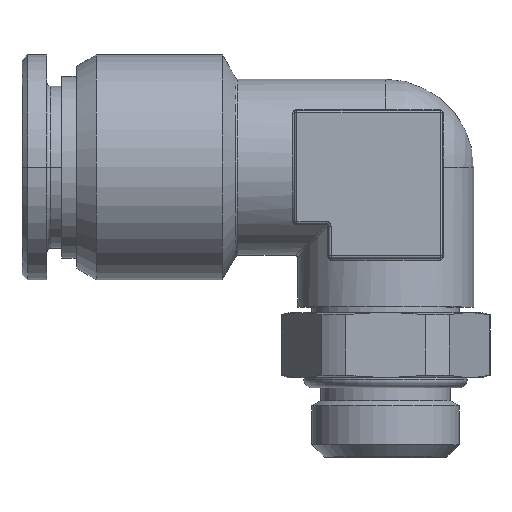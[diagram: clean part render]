
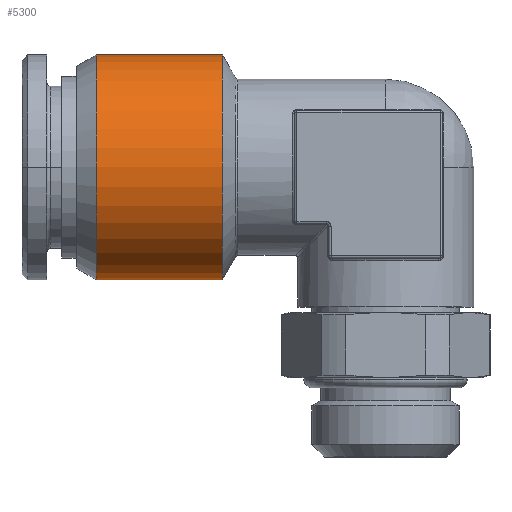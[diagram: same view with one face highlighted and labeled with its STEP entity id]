
A CAD part, top view. The second image highlights one B-rep face of the part: STEP entity #5300.
In plain terms, the highlighted cylindrical face has radius 9.9 mm (diameter 19.8 mm), a partial arc.
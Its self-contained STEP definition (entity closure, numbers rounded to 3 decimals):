
#1620=DIRECTION('',(1.,0.,0.));
#1621=VECTOR('',#1620,11.096);
#1622=CARTESIAN_POINT('',(-25.461,9.9,0.));
#1623=LINE('',#1622,#1621);
#1629=DIRECTION('',(1.,0.,0.));
#1630=VECTOR('',#1629,11.096);
#1631=CARTESIAN_POINT('',(-25.461,-9.9,0.));
#1632=LINE('',#1631,#1630);
#1633=CARTESIAN_POINT('',(-25.461,0.,0.));
#1634=DIRECTION('',(1.,0.,0.));
#1635=DIRECTION('',(0.,1.,0.));
#1636=AXIS2_PLACEMENT_3D('',#1633,#1634,#1635);
#1638=CARTESIAN_POINT('',(-14.365,0.,0.));
#1639=DIRECTION('',(1.,0.,0.));
#1640=DIRECTION('',(0.,1.,0.));
#1641=AXIS2_PLACEMENT_3D('',#1638,#1639,#1640);
#2209=CARTESIAN_POINT('',(-25.461,9.9,0.));
#2210=CARTESIAN_POINT('',(-25.461,-9.9,0.));
#2211=VERTEX_POINT('',#2209);
#2212=VERTEX_POINT('',#2210);
#2233=CARTESIAN_POINT('',(-14.365,9.9,0.));
#2234=CARTESIAN_POINT('',(-14.365,-9.9,0.));
#2235=VERTEX_POINT('',#2233);
#2236=VERTEX_POINT('',#2234);
#5287=CARTESIAN_POINT('',(-27.842,0.,0.));
#5288=DIRECTION('',(1.,0.,0.));
#5289=DIRECTION('',(0.,-1.,0.));
#5290=AXIS2_PLACEMENT_3D('',#5287,#5288,#5289);
#5291=CYLINDRICAL_SURFACE('',#5290,9.9);
#5293=ORIENTED_EDGE('',*,*,#5292,.T.);
#5294=ORIENTED_EDGE('',*,*,#5282,.F.);
#5296=ORIENTED_EDGE('',*,*,#5295,.F.);
#5297=ORIENTED_EDGE('',*,*,#5278,.T.);
#5298=EDGE_LOOP('',(#5293,#5294,#5296,#5297));
#5299=FACE_OUTER_BOUND('',#5298,.F.);
#5300=ADVANCED_FACE('',(#5299),#5291,.T.);
#1637=CIRCLE('',#1636,9.9);
#1642=CIRCLE('',#1641,9.9);
#5278=EDGE_CURVE('',#2211,#2235,#1623,.T.);
#5282=EDGE_CURVE('',#2212,#2236,#1632,.T.);
#5292=EDGE_CURVE('',#2235,#2236,#1642,.T.);
#5295=EDGE_CURVE('',#2211,#2212,#1637,.T.);
